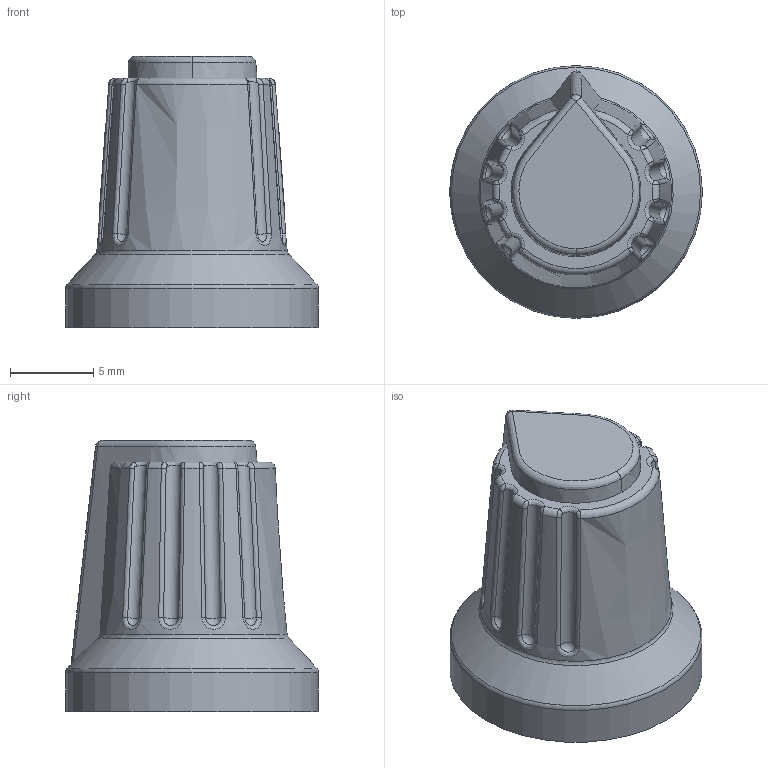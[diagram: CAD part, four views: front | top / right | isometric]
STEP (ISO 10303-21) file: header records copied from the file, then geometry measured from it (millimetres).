
FILE_DESCRIPTION(/* description */ (''),/* implementation_level */ '2;1');
FILE_NAME(/* name */ 'Knob v14.step',/* time_stamp */ '2019-03-31T21:06:23+02:00',/* author */ ('lflochPTGXF'),/* organization */ (''),/* preprocessor_version */ 'ST-DEVELOPER v17.2',/* originating_system */ 'Autodesk Translation Framework v7.6.0.251',/* authorisation */ '');
FILE_SCHEMA (('AUTOMOTIVE_DESIGN { 1 0 10303 214 3 1 1 }'));
Length unit declared in the file: millimetre
Products named in the file (3): Knob; Rouge; Extérieur
Assembly tree (2 placements, depth 2):
  Knob
    Rouge
    Extérieur
Bounding box: 15.2 x 15.2 x 16.3 mm (x, y, z)
Volume: 938.5 mm3; surface area: 2008.1 mm2
Topology: 2 solids, 2 shells, 133 faces, 340 edges, 211 vertices
Faces by surface type: bspline 56, cylinder 46, torus 12, sphere 9, plane 7, cone 3
Full cylindrical faces by diameter (mm): 13.2 x1, 15.2 x1
Entity records: 6330 total; most frequent: CARTESIAN_POINT 3284, ORIENTED_EDGE 680, DIRECTION 548, EDGE_CURVE 340, AXIS2_PLACEMENT_3D 253, VERTEX_POINT 211, CIRCLE 154, EDGE_LOOP 135
